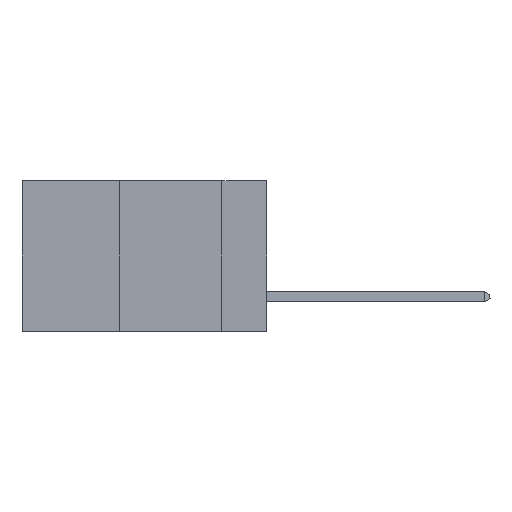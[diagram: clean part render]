
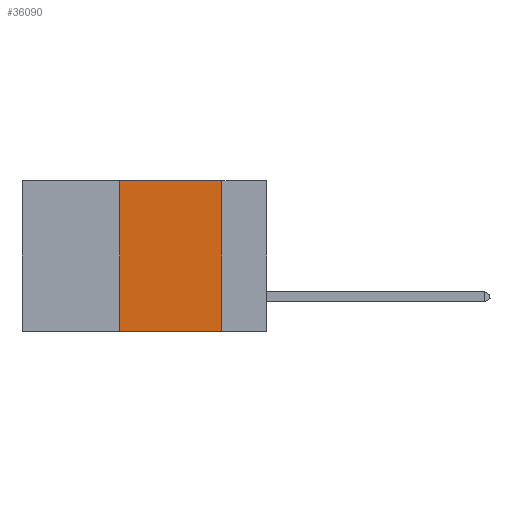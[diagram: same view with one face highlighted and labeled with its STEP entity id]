
A CAD part, left-side view. The second image highlights one B-rep face of the part: STEP entity #36090.
In plain terms, the highlighted planar face has unit normal (-1, 0, 0).
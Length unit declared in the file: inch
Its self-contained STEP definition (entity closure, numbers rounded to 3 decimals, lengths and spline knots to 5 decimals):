
#574 = VERTEX_POINT ( 'NONE', #23708 ) ;
#1593 = CARTESIAN_POINT ( 'NONE',  ( 0., 0.6, 0. ) ) ;
#2439 = CARTESIAN_POINT ( 'NONE',  ( 0., 0.11, -0.37 ) ) ;
#2918 = VECTOR ( 'NONE', #22658, 39.37008 ) ;
#3966 = EDGE_CURVE ( 'NONE', #37308, #15551, #38356, .T. ) ;
#9878 = CARTESIAN_POINT ( 'NONE',  ( 0., 0.36, 0. ) ) ;
#10516 = DIRECTION ( 'NONE',  ( 0., -1., 0. ) ) ;
#11986 = EDGE_CURVE ( 'NONE', #574, #33666, #28340, .T. ) ;
#13773 = CARTESIAN_POINT ( 'NONE',  ( 0., 0.11, 0. ) ) ;
#15551 = VERTEX_POINT ( 'NONE', #2439 ) ;
#16233 = LINE ( 'NONE', #28272, #20006 ) ;
#16618 = CARTESIAN_POINT ( 'NONE',  ( 0., 0.36, 0. ) ) ;
#16904 = DIRECTION ( 'NONE',  ( 0., -1., 0. ) ) ;
#17068 = DIRECTION ( 'NONE',  ( 0., 0., -1. ) ) ;
#17570 = VECTOR ( 'NONE', #17068, 39.37008 ) ;
#19392 = CARTESIAN_POINT ( 'NONE',  ( 0., 0.6, -0.37 ) ) ;
#19561 = ORIENTED_EDGE ( 'NONE', *, *, #11986, .F. ) ;
#19923 = EDGE_CURVE ( 'NONE', #574, #15551, #23494, .T. ) ;
#20006 = VECTOR ( 'NONE', #10516, 39.37008 ) ;
#20782 = ORIENTED_EDGE ( 'NONE', *, *, #19923, .T. ) ;
#20787 = DIRECTION ( 'NONE',  ( 1., 0., 0. ) ) ;
#21580 = VECTOR ( 'NONE', #16904, 39.37008 ) ;
#22658 = DIRECTION ( 'NONE',  ( 0., 0., 1. ) ) ;
#22749 = EDGE_CURVE ( 'NONE', #33666, #37308, #16233, .T. ) ;
#23494 = LINE ( 'NONE', #19392, #21580 ) ;
#23708 = CARTESIAN_POINT ( 'NONE',  ( 0., 0.36, -0.37 ) ) ;
#23831 = DIRECTION ( 'NONE',  ( 0., 0., -1. ) ) ;
#23923 = EDGE_LOOP ( 'NONE', ( #25149, #35888, #19561, #20782 ) ) ;
#25149 = ORIENTED_EDGE ( 'NONE', *, *, #3966, .F. ) ;
#25798 = AXIS2_PLACEMENT_3D ( 'NONE', #1593, #20787, #23831 ) ;
#28272 = CARTESIAN_POINT ( 'NONE',  ( 0., 0.6, 0. ) ) ;
#28340 = LINE ( 'NONE', #16618, #2918 ) ;
#32608 = FACE_OUTER_BOUND ( 'NONE', #23923, .T. ) ;
#33666 = VERTEX_POINT ( 'NONE', #9878 ) ;
#34752 = PLANE ( 'NONE',  #25798 ) ;
#35888 = ORIENTED_EDGE ( 'NONE', *, *, #22749, .F. ) ;
#36090 = ADVANCED_FACE ( 'NONE', ( #32608 ), #34752, .F. ) ;
#37308 = VERTEX_POINT ( 'NONE', #38274 ) ;
#38274 = CARTESIAN_POINT ( 'NONE',  ( 0., 0.11, 0. ) ) ;
#38356 = LINE ( 'NONE', #13773, #17570 ) ;
